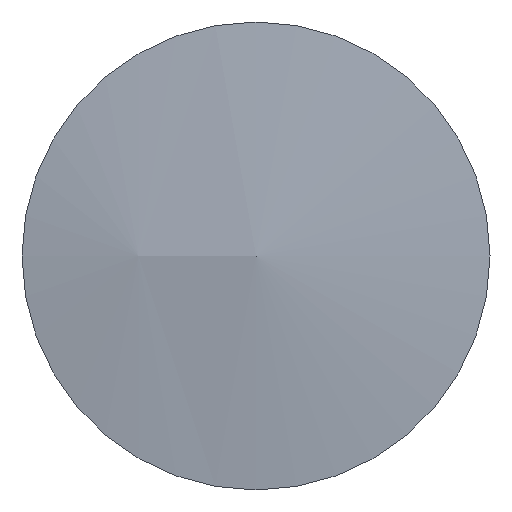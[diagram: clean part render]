
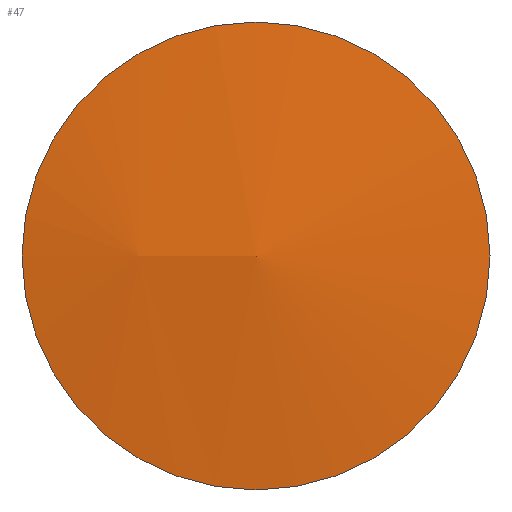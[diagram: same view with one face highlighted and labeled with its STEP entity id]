
A CAD part, left-side view. The second image highlights one B-rep face of the part: STEP entity #47.
In plain terms, the highlighted spherical face has radius 45 mm.
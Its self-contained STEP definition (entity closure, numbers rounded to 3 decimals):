
#47 = ADVANCED_FACE( '', ( #95, #96 ), #97, .T. );
#95 = FACE_BOUND( '', #137, .T. );
#96 = FACE_OUTER_BOUND( '', #138, .T. );
#97 = SPHERICAL_SURFACE( '', #139, 45. );
#137 = VERTEX_LOOP( '', #187 );
#138 = EDGE_LOOP( '', ( #188 ) );
#139 = AXIS2_PLACEMENT_3D( '', #189, #190, #191 );
#187 = VERTEX_POINT( '', #214 );
#188 = ORIENTED_EDGE( '', *, *, #207, .F. );
#189 = CARTESIAN_POINT( '', ( 45., 0., 0. ) );
#190 = DIRECTION( '', ( 1., 0., 0. ) );
#191 = DIRECTION( '', ( 0., 1., 0. ) );
#207 = EDGE_CURVE( '', #230, #230, #231, .T. );
#214 = CARTESIAN_POINT( '', ( 0., 0., 0. ) );
#230 = VERTEX_POINT( '', #255 );
#231 = CIRCLE( '', #256, 8.5 );
#255 = CARTESIAN_POINT( '', ( 0.81, 0., -8.5 ) );
#256 = AXIS2_PLACEMENT_3D( '', #281, #282, #283 );
#281 = CARTESIAN_POINT( '', ( 0.81, 0., 0. ) );
#282 = DIRECTION( '', ( 1., 0., 0. ) );
#283 = DIRECTION( '', ( 0., 0., -1. ) );
